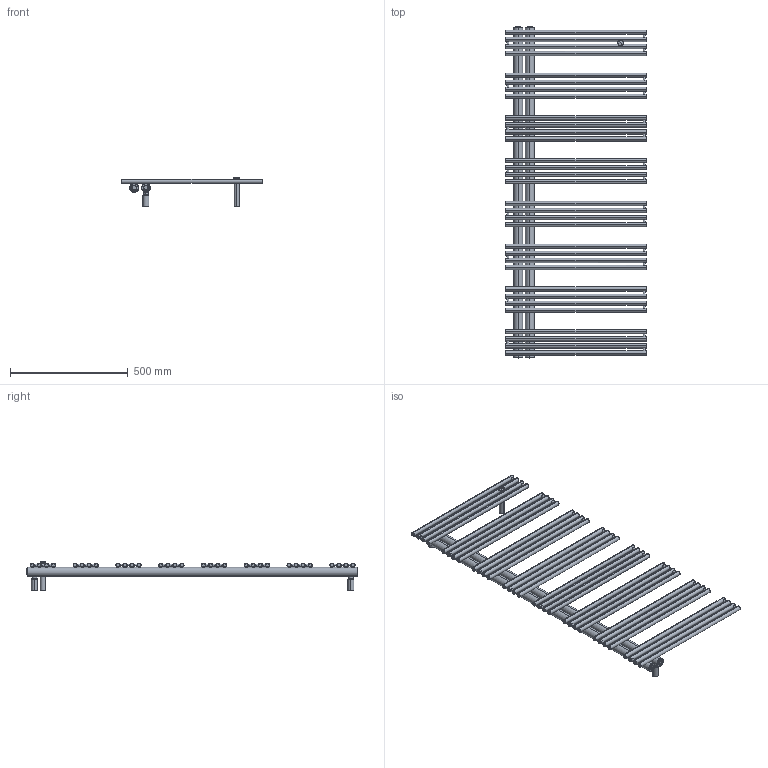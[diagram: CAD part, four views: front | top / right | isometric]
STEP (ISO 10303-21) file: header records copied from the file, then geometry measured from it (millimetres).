
FILE_DESCRIPTION((''),'2;1');
FILE_NAME('3551780400112_3D_SITO_ASM','2022-11-25T17:42:02',('PC132'),(''),'CREO PARAMETRIC BY PTC INC, 2022124','CREO PARAMETRIC BY PTC INC, 2022124','');
FILE_SCHEMA(('AUTOMOTIVE_DESIGN { 1 0 10303 214 1 1 1 1 }'));
Length unit declared in the file: millimetre
Products named in the file (4): 3551780400112_3D_SITO; 1010181240001; BOTTONE_GNT_KELLY; 3551780400112_3D_SITO_ASM
Assembly tree (4 placements, depth 2):
  3551780400112_3D_SITO_ASM
    3551780400112_3D_SITO
    1010181240001  x2
    BOTTONE_GNT_KELLY
Bounding box: 600 x 1412 x 124.5 mm (x, y, z)
Volume: 8196984 mm3; surface area: 1471693.7 mm2
Topology: 16 solids, 17 shells, 453 faces, 922 edges, 556 vertices
Faces by surface type: torus 160, cylinder 154, plane 117, cone 20, sphere 2
Entity records: 26491 total; most frequent: CARTESIAN_POINT 11561, DIRECTION 2321, ORIENTED_EDGE 1652, AXIS2_PLACEMENT_3D 1031, PRESENTATION_STYLE_ASSIGNMENT 918, STYLED_ITEM 914, CURVE_STYLE 899, EDGE_CURVE 828
